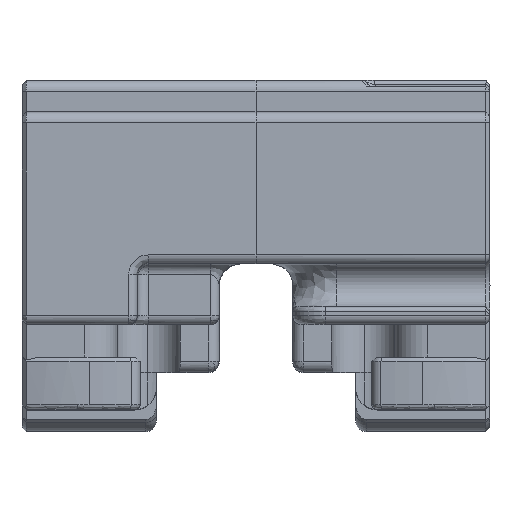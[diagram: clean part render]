
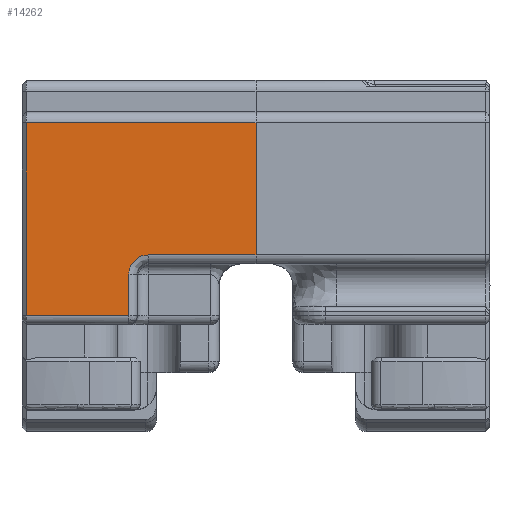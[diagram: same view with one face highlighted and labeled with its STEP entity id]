
A CAD part, top view. The second image highlights one B-rep face of the part: STEP entity #14262.
In plain terms, the highlighted planar face has unit normal (0, 0, 1).
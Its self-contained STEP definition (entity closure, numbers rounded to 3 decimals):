
#1627 = ORIENTED_EDGE ( 'NONE', *, *, #15154, .F. ) ;
#2513 = DIRECTION ( 'NONE',  ( -1., 0., 0. ) ) ;
#3686 = DIRECTION ( 'NONE',  ( 1., 0., 0. ) ) ;
#3836 = CARTESIAN_POINT ( 'NONE',  ( -20., 26.4, 27.747 ) ) ;
#4252 = CARTESIAN_POINT ( 'NONE',  ( 0., 26.4, 27.747 ) ) ;
#4331 = ORIENTED_EDGE ( 'NONE', *, *, #10806, .F. ) ;
#5192 = CARTESIAN_POINT ( 'NONE',  ( -11.004, 14.2, 27.747 ) ) ;
#5577 = VERTEX_POINT ( 'NONE', #10876 ) ;
#5696 = PLANE ( 'NONE',  #16972 ) ;
#6844 = CARTESIAN_POINT ( 'NONE',  ( -20., 8.3, 27.747 ) ) ;
#6878 = DIRECTION ( 'NONE',  ( 0., -1., 0. ) ) ;
#6993 = VECTOR ( 'NONE', #28476, 1000. ) ;
#7071 = VERTEX_POINT ( 'NONE', #4252 ) ;
#7263 = VERTEX_POINT ( 'NONE', #8290 ) ;
#7365 = CARTESIAN_POINT ( 'NONE',  ( -9.95, 14.2, 27.747 ) ) ;
#7630 = DIRECTION ( 'NONE',  ( 0., 1., 0. ) ) ;
#7719 =( BOUNDED_CURVE ( )  B_SPLINE_CURVE ( 3, ( #7365, #5192, #9845, #12025 ),
 .UNSPECIFIED., .F., .T. ) 
 B_SPLINE_CURVE_WITH_KNOTS ( ( 4, 4 ),
 ( 0., 1. ),
 .UNSPECIFIED. ) 
 CURVE ( )  GEOMETRIC_REPRESENTATION_ITEM ( )  RATIONAL_B_SPLINE_CURVE ( ( 1., 0.805, 0.805, 1. ) ) 
 REPRESENTATION_ITEM ( '' )  );
#8290 = CARTESIAN_POINT ( 'NONE',  ( -9.95, 14.2, 27.747 ) ) ;
#8323 = VECTOR ( 'NONE', #7630, 1000. ) ;
#8641 = CARTESIAN_POINT ( 'NONE',  ( -11.75, 8.3, 27.747 ) ) ;
#8788 = ORIENTED_EDGE ( 'NONE', *, *, #20587, .F. ) ;
#9071 = VECTOR ( 'NONE', #6878, 1000. ) ;
#9845 = CARTESIAN_POINT ( 'NONE',  ( -11.75, 13.454, 27.747 ) ) ;
#9965 = CARTESIAN_POINT ( 'NONE',  ( -21.2, 5.6, 27.747 ) ) ;
#10485 = CARTESIAN_POINT ( 'NONE',  ( -20., 14.2, 27.747 ) ) ;
#10806 = EDGE_CURVE ( 'NONE', #11994, #7071, #26025, .T. ) ;
#10876 = CARTESIAN_POINT ( 'NONE',  ( 0., 14.2, 27.747 ) ) ;
#11536 = LINE ( 'NONE', #8641, #9071 ) ;
#11623 = EDGE_CURVE ( 'NONE', #7071, #5577, #19577, .T. ) ;
#11981 = CARTESIAN_POINT ( 'NONE',  ( -20., 8.6, 27.747 ) ) ;
#11994 = VERTEX_POINT ( 'NONE', #17419 ) ;
#12025 = CARTESIAN_POINT ( 'NONE',  ( -11.75, 12.4, 27.747 ) ) ;
#12981 = CARTESIAN_POINT ( 'NONE',  ( -11.75, 12.4, 27.747 ) ) ;
#14164 = VERTEX_POINT ( 'NONE', #26131 ) ;
#14262 = ADVANCED_FACE ( 'NONE', ( #25703 ), #5696, .F. ) ;
#14783 = ORIENTED_EDGE ( 'NONE', *, *, #17470, .F. ) ;
#14823 = VERTEX_POINT ( 'NONE', #27347 ) ;
#15154 = EDGE_CURVE ( 'NONE', #19597, #14823, #11536, .T. ) ;
#15380 = VECTOR ( 'NONE', #2513, 1000. ) ;
#15488 = DIRECTION ( 'NONE',  ( 0., 0., -1. ) ) ;
#15764 = DIRECTION ( 'NONE',  ( 0., 1., 0. ) ) ;
#15825 = VECTOR ( 'NONE', #3686, 1000. ) ;
#16972 = AXIS2_PLACEMENT_3D ( 'NONE', #6844, #15488, #15764 ) ;
#17419 = CARTESIAN_POINT ( 'NONE',  ( -21.2, 26.4, 27.747 ) ) ;
#17470 = EDGE_CURVE ( 'NONE', #7263, #19597, #7719, .T. ) ;
#17994 = LINE ( 'NONE', #11981, #15380 ) ;
#19094 = EDGE_CURVE ( 'NONE', #14164, #11994, #25880, .T. ) ;
#19577 = LINE ( 'NONE', #24394, #6993 ) ;
#19597 = VERTEX_POINT ( 'NONE', #12981 ) ;
#20587 = EDGE_CURVE ( 'NONE', #5577, #7263, #28153, .T. ) ;
#21341 = EDGE_CURVE ( 'NONE', #14823, #14164, #17994, .T. ) ;
#22075 = ORIENTED_EDGE ( 'NONE', *, *, #19094, .F. ) ;
#24394 = CARTESIAN_POINT ( 'NONE',  ( 0., 8.3, 27.747 ) ) ;
#24499 = ORIENTED_EDGE ( 'NONE', *, *, #11623, .F. ) ;
#25130 = VECTOR ( 'NONE', #28010, 1000. ) ;
#25703 = FACE_OUTER_BOUND ( 'NONE', #26660, .T. ) ;
#25880 = LINE ( 'NONE', #9965, #8323 ) ;
#26025 = LINE ( 'NONE', #3836, #15825 ) ;
#26131 = CARTESIAN_POINT ( 'NONE',  ( -21.2, 8.6, 27.747 ) ) ;
#26660 = EDGE_LOOP ( 'NONE', ( #24499, #4331, #22075, #27840, #1627, #14783, #8788 ) ) ;
#27347 = CARTESIAN_POINT ( 'NONE',  ( -11.75, 8.6, 27.747 ) ) ;
#27840 = ORIENTED_EDGE ( 'NONE', *, *, #21341, .F. ) ;
#28010 = DIRECTION ( 'NONE',  ( -1., 0., 0. ) ) ;
#28153 = LINE ( 'NONE', #10485, #25130 ) ;
#28476 = DIRECTION ( 'NONE',  ( 0., -1., 0. ) ) ;
